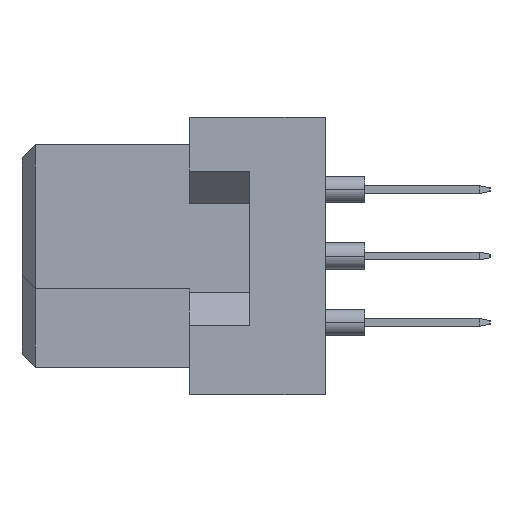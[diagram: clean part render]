
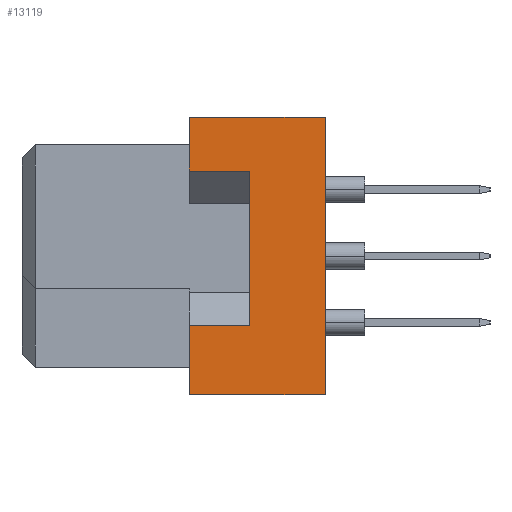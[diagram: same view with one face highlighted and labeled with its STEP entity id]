
A CAD part, left-side view. The second image highlights one B-rep face of the part: STEP entity #13119.
In plain terms, the highlighted planar face has unit normal (-1, 0, 0).
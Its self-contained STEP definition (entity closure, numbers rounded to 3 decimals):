
#173 = LINE ( 'NONE', #12143, #1838 ) ;
#730 = VERTEX_POINT ( 'NONE', #18184 ) ;
#775 = EDGE_LOOP ( 'NONE', ( #8613, #12898, #5578, #17218, #6466, #11690, #3953, #16023 ) ) ;
#903 = CARTESIAN_POINT ( 'NONE',  ( -27.5, -11.6, 5.3 ) ) ;
#1104 = VERTEX_POINT ( 'NONE', #8990 ) ;
#1225 = VERTEX_POINT ( 'NONE', #6141 ) ;
#1838 = VECTOR ( 'NONE', #14859, 1000. ) ;
#2429 = DIRECTION ( 'NONE',  ( 0., 0., 1. ) ) ;
#3049 = LINE ( 'NONE', #6099, #19316 ) ;
#3101 = VERTEX_POINT ( 'NONE', #7148 ) ;
#3149 = VECTOR ( 'NONE', #6669, 1000. ) ;
#3953 = ORIENTED_EDGE ( 'NONE', *, *, #13112, .F. ) ;
#4106 = CARTESIAN_POINT ( 'NONE',  ( -27.5, -11.6, 5.3 ) ) ;
#5142 = CARTESIAN_POINT ( 'NONE',  ( -27.5, -8.7, 3.25 ) ) ;
#5252 = CARTESIAN_POINT ( 'NONE',  ( -27.5, -11.6, 5.3 ) ) ;
#5578 = ORIENTED_EDGE ( 'NONE', *, *, #13574, .F. ) ;
#5753 = VERTEX_POINT ( 'NONE', #18961 ) ;
#6017 = VECTOR ( 'NONE', #2429, 1000. ) ;
#6099 = CARTESIAN_POINT ( 'NONE',  ( -27.5, -11.6, -5.3 ) ) ;
#6141 = CARTESIAN_POINT ( 'NONE',  ( -27.5, -8.7, -2.65 ) ) ;
#6466 = ORIENTED_EDGE ( 'NONE', *, *, #12474, .T. ) ;
#6669 = DIRECTION ( 'NONE',  ( 0., 0., 1. ) ) ;
#7148 = CARTESIAN_POINT ( 'NONE',  ( -27.5, -11.6, -5.3 ) ) ;
#7531 = DIRECTION ( 'NONE',  ( -1., 0., 0. ) ) ;
#7917 = CARTESIAN_POINT ( 'NONE',  ( -27.5, -6.4, -5.3 ) ) ;
#7965 = LINE ( 'NONE', #12982, #3149 ) ;
#8107 = LINE ( 'NONE', #7917, #12508 ) ;
#8613 = ORIENTED_EDGE ( 'NONE', *, *, #9309, .T. ) ;
#8750 = LINE ( 'NONE', #4106, #6017 ) ;
#8990 = CARTESIAN_POINT ( 'NONE',  ( -27.5, -6.4, 3.25 ) ) ;
#9309 = EDGE_CURVE ( 'NONE', #1225, #13296, #14070, .T. ) ;
#10243 = AXIS2_PLACEMENT_3D ( 'NONE', #903, #7531, #20134 ) ;
#10541 = LINE ( 'NONE', #17258, #18636 ) ;
#10547 = VECTOR ( 'NONE', #11255, 1000. ) ;
#11125 = EDGE_CURVE ( 'NONE', #1225, #17340, #7965, .T. ) ;
#11154 = LINE ( 'NONE', #19231, #10547 ) ;
#11255 = DIRECTION ( 'NONE',  ( 0., 0., 1. ) ) ;
#11690 = ORIENTED_EDGE ( 'NONE', *, *, #18879, .F. ) ;
#12121 = FACE_OUTER_BOUND ( 'NONE', #775, .T. ) ;
#12143 = CARTESIAN_POINT ( 'NONE',  ( -27.5, -11.6, 5.3 ) ) ;
#12474 = EDGE_CURVE ( 'NONE', #15248, #730, #173, .T. ) ;
#12508 = VECTOR ( 'NONE', #14508, 1000. ) ;
#12898 = ORIENTED_EDGE ( 'NONE', *, *, #16811, .F. ) ;
#12982 = CARTESIAN_POINT ( 'NONE',  ( -27.5, -8.7, -2.65 ) ) ;
#13112 = EDGE_CURVE ( 'NONE', #17340, #1104, #10541, .T. ) ;
#13119 = ADVANCED_FACE ( 'NONE', ( #12121 ), #18452, .T. ) ;
#13296 = VERTEX_POINT ( 'NONE', #15804 ) ;
#13574 = EDGE_CURVE ( 'NONE', #3101, #5753, #3049, .T. ) ;
#14070 = LINE ( 'NONE', #17428, #19224 ) ;
#14176 = DIRECTION ( 'NONE',  ( 0., 1., 0. ) ) ;
#14508 = DIRECTION ( 'NONE',  ( 0., 0., 1. ) ) ;
#14859 = DIRECTION ( 'NONE',  ( 0., 1., 0. ) ) ;
#15248 = VERTEX_POINT ( 'NONE', #5252 ) ;
#15453 = DIRECTION ( 'NONE',  ( 0., 1., 0. ) ) ;
#15804 = CARTESIAN_POINT ( 'NONE',  ( -27.5, -6.4, -2.65 ) ) ;
#16023 = ORIENTED_EDGE ( 'NONE', *, *, #11125, .F. ) ;
#16811 = EDGE_CURVE ( 'NONE', #5753, #13296, #8107, .T. ) ;
#16947 = DIRECTION ( 'NONE',  ( 0., 1., 0. ) ) ;
#17218 = ORIENTED_EDGE ( 'NONE', *, *, #20289, .T. ) ;
#17258 = CARTESIAN_POINT ( 'NONE',  ( -27.5, -8.7, 3.25 ) ) ;
#17340 = VERTEX_POINT ( 'NONE', #5142 ) ;
#17428 = CARTESIAN_POINT ( 'NONE',  ( -27.5, -8.7, -2.65 ) ) ;
#18184 = CARTESIAN_POINT ( 'NONE',  ( -27.5, -6.4, 5.3 ) ) ;
#18452 = PLANE ( 'NONE',  #10243 ) ;
#18636 = VECTOR ( 'NONE', #16947, 1000. ) ;
#18879 = EDGE_CURVE ( 'NONE', #1104, #730, #11154, .T. ) ;
#18961 = CARTESIAN_POINT ( 'NONE',  ( -27.5, -6.4, -5.3 ) ) ;
#19224 = VECTOR ( 'NONE', #14176, 1000. ) ;
#19231 = CARTESIAN_POINT ( 'NONE',  ( -27.5, -6.4, -5.3 ) ) ;
#19316 = VECTOR ( 'NONE', #15453, 1000. ) ;
#20134 = DIRECTION ( 'NONE',  ( 0., 0., 1. ) ) ;
#20289 = EDGE_CURVE ( 'NONE', #3101, #15248, #8750, .T. ) ;
